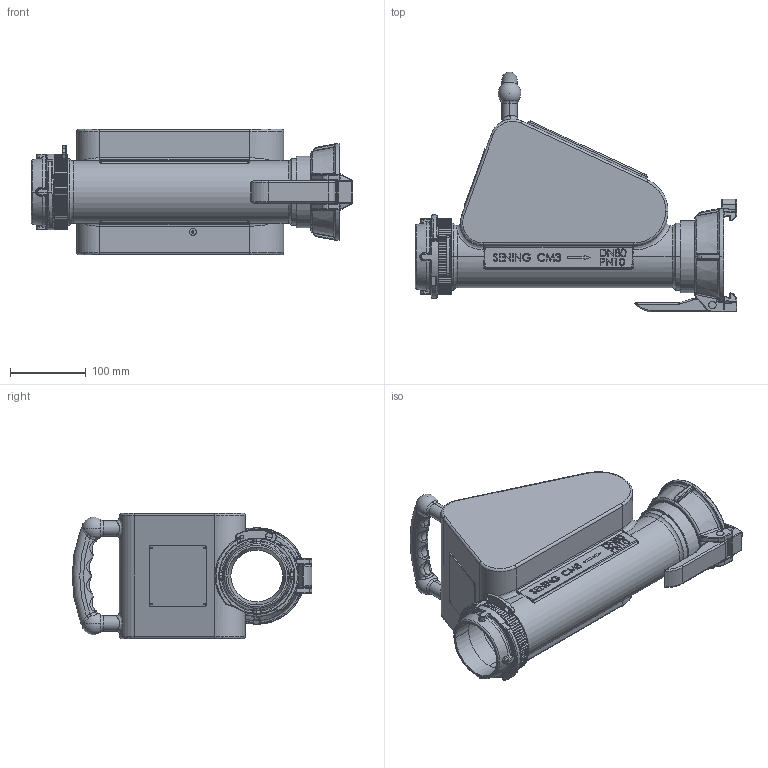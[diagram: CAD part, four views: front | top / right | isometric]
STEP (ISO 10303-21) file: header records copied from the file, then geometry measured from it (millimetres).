
FILE_DESCRIPTION (( 'STEP AP214' ), '1' );
FILE_NAME ('CM3_250223.STEP', '2012-10-23T08:39:28', ( 'Admin2' ), ( '' ), 'SwSTEP 2.0', 'SolidWorks 2010', '' );
FILE_SCHEMA (( 'AUTOMOTIVE_DESIGN' ));
Length unit declared in the file: millimetre
Products named in the file (1): CM3_250223
Bounding box: 423 x 315.5 x 165 mm (x, y, z)
Surface area: 397563.7 mm2 (no closed solid volume)
Topology: 0 solids, 21 shells, 1265 faces, 4467 edges, 3004 vertices
Faces by surface type: cylinder 437, plane 351, bspline 303, torus 123, sphere 27, cone 24
Entity records: 83591 total; most frequent: CARTESIAN_POINT 34526, ORIENTED_EDGE 7285, DIRECTION 6760, EDGE_CURVE 4405, VERTEX_POINT 2995, AXIS2_PLACEMENT_3D 2481, VECTOR 1798, LINE 1798
